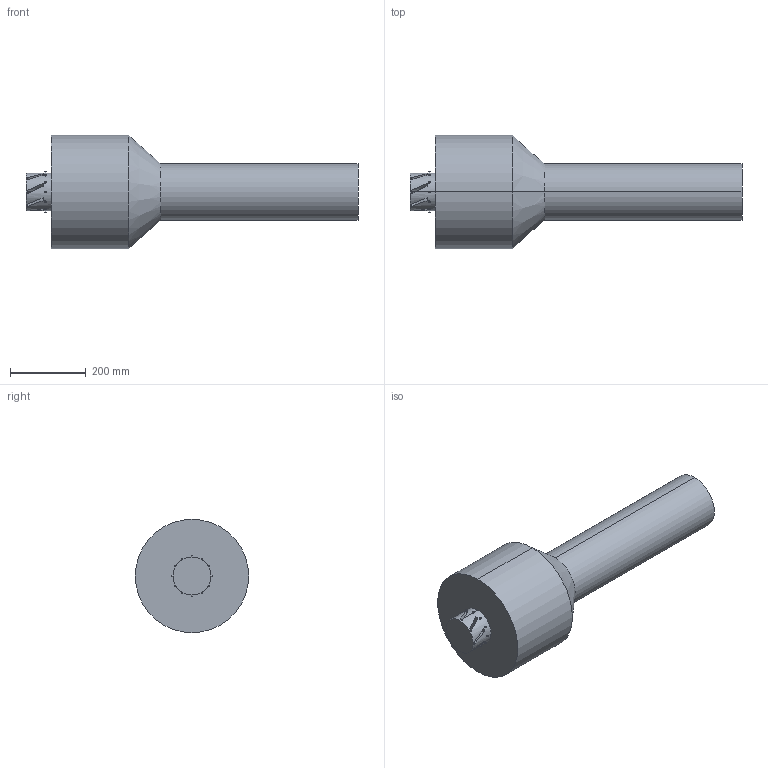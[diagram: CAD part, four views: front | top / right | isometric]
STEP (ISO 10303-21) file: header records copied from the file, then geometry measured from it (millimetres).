
FILE_DESCRIPTION (( 'STEP AP203' ), '1' );
FILE_NAME ('Bhavik _Final.STEP', '2024-04-27T22:25:49', ( '' ), ( '' ), 'SwSTEP 2.0', 'SolidWorks 2020', '' );
FILE_SCHEMA (( 'CONFIG_CONTROL_DESIGN' ));
Length unit declared in the file: millimetre
Products named in the file (1): Bhavik _Final
Bounding box: 878.12 x 300 x 300 mm (x, y, z)
Volume: 27414407 mm3; surface area: 658302.5 mm2
Topology: 13 solids, 13 shells, 77 faces, 170 edges, 112 vertices
Faces by surface type: cylinder 30, plane 29, bspline 16, cone 2
Entity records: 2525 total; most frequent: CARTESIAN_POINT 754, DIRECTION 346, ORIENTED_EDGE 340, EDGE_CURVE 170, AXIS2_PLACEMENT_3D 140, VERTEX_POINT 112, EDGE_LOOP 84, CIRCLE 78
